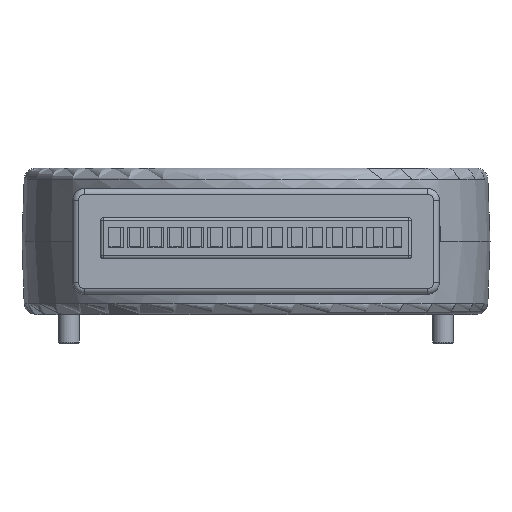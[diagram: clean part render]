
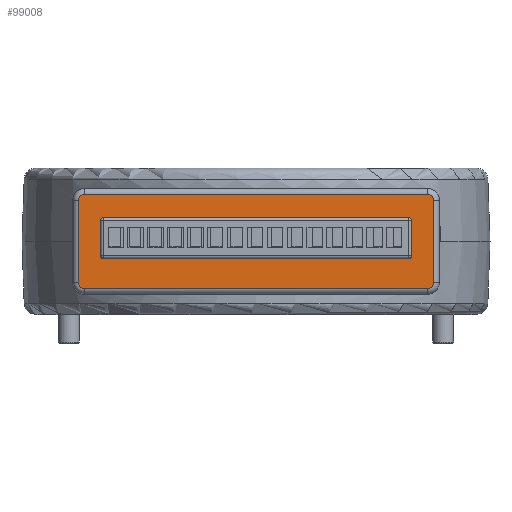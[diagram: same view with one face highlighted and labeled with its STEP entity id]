
A CAD part, front view. The second image highlights one B-rep face of the part: STEP entity #99008.
In plain terms, the highlighted planar face has unit normal (0, -1, 0).
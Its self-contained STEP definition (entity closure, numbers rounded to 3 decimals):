
#2122 = CARTESIAN_POINT ( 'NONE',  ( 0., -49., -2.961 ) ) ;
#2538 = DIRECTION ( 'NONE',  ( 0., 1., 0. ) ) ;
#3184 = CARTESIAN_POINT ( 'NONE',  ( 26.588, -49., 0. ) ) ;
#3616 = CARTESIAN_POINT ( 'NONE',  ( -29.326, -49., -7.039 ) ) ;
#4381 = PLANE ( 'NONE',  #75285 ) ;
#4807 = DIRECTION ( 'NONE',  ( 0., 0., 1. ) ) ;
#5482 = DIRECTION ( 'NONE',  ( 0., 0., 1. ) ) ;
#6210 = EDGE_CURVE ( 'NONE', #23718, #105302, #126320, .T. ) ;
#6619 = AXIS2_PLACEMENT_3D ( 'NONE', #63056, #2538, #73170 ) ;
#6900 = CIRCLE ( 'NONE', #27051, 1. ) ;
#9474 = VERTEX_POINT ( 'NONE', #90348 ) ;
#10289 = ORIENTED_EDGE ( 'NONE', *, *, #107584, .T. ) ;
#10873 = ORIENTED_EDGE ( 'NONE', *, *, #60207, .T. ) ;
#11516 = DIRECTION ( 'NONE',  ( 0., 1., 0. ) ) ;
#11620 = DIRECTION ( 'NONE',  ( 0., 0., -1. ) ) ;
#11624 = LINE ( 'NONE', #113439, #62248 ) ;
#13751 = DIRECTION ( 'NONE',  ( 0., 0., 1. ) ) ;
#14560 = CARTESIAN_POINT ( 'NONE',  ( -26.588, -49., -2.461 ) ) ;
#14862 = EDGE_CURVE ( 'NONE', #53196, #44346, #6900, .T. ) ;
#15286 = EDGE_CURVE ( 'NONE', #99920, #60659, #11624, .T. ) ;
#18271 = ORIENTED_EDGE ( 'NONE', *, *, #61945, .T. ) ;
#19214 = DIRECTION ( 'NONE',  ( 0., -1., 0. ) ) ;
#19501 = ORIENTED_EDGE ( 'NONE', *, *, #73373, .T. ) ;
#20968 = CARTESIAN_POINT ( 'NONE',  ( -29.326, -49., 8.039 ) ) ;
#23718 = VERTEX_POINT ( 'NONE', #119644 ) ;
#24249 = VECTOR ( 'NONE', #62628, 1000. ) ;
#25235 = CARTESIAN_POINT ( 'NONE',  ( 26.588, -49., 3.539 ) ) ;
#27051 = AXIS2_PLACEMENT_3D ( 'NONE', #3616, #74287, #13751 ) ;
#27257 = LINE ( 'NONE', #3184, #50924 ) ;
#31162 = DIRECTION ( 'NONE',  ( -1., 0., 0. ) ) ;
#31612 = CARTESIAN_POINT ( 'NONE',  ( -30.326, -49., 7.039 ) ) ;
#31772 = VECTOR ( 'NONE', #11620, 1000. ) ;
#32133 = CIRCLE ( 'NONE', #6619, 0.5 ) ;
#32331 = CARTESIAN_POINT ( 'NONE',  ( -26.088, -49., 4.039 ) ) ;
#32651 = VERTEX_POINT ( 'NONE', #25235 ) ;
#33989 = DIRECTION ( 'NONE',  ( 0., 1., 0. ) ) ;
#35553 = ORIENTED_EDGE ( 'NONE', *, *, #97180, .T. ) ;
#38973 = CARTESIAN_POINT ( 'NONE',  ( -26.088, -49., -2.961 ) ) ;
#40292 = EDGE_CURVE ( 'NONE', #9474, #99920, #32133, .T. ) ;
#40757 = AXIS2_PLACEMENT_3D ( 'NONE', #50139, #120783, #60325 ) ;
#43132 = ORIENTED_EDGE ( 'NONE', *, *, #119770, .T. ) ;
#43364 = ORIENTED_EDGE ( 'NONE', *, *, #14862, .T. ) ;
#43560 = CARTESIAN_POINT ( 'NONE',  ( -29.326, -49., 8.039 ) ) ;
#44346 = VERTEX_POINT ( 'NONE', #108485 ) ;
#45800 = VERTEX_POINT ( 'NONE', #43560 ) ;
#47513 = CARTESIAN_POINT ( 'NONE',  ( 26.088, -49., -2.961 ) ) ;
#48480 = CARTESIAN_POINT ( 'NONE',  ( 30.326, -49., 7.039 ) ) ;
#49964 = LINE ( 'NONE', #126541, #100590 ) ;
#50139 = CARTESIAN_POINT ( 'NONE',  ( 26.088, -49., -2.461 ) ) ;
#50277 = ORIENTED_EDGE ( 'NONE', *, *, #76483, .T. ) ;
#50489 = VERTEX_POINT ( 'NONE', #124439 ) ;
#50520 = AXIS2_PLACEMENT_3D ( 'NONE', #79756, #19214, #89945 ) ;
#50924 = VECTOR ( 'NONE', #114493, 1000. ) ;
#53196 = VERTEX_POINT ( 'NONE', #103850 ) ;
#53531 = CIRCLE ( 'NONE', #89989, 1. ) ;
#54637 = CARTESIAN_POINT ( 'NONE',  ( 30.326, -49., 7.039 ) ) ;
#54969 = ORIENTED_EDGE ( 'NONE', *, *, #6210, .T. ) ;
#56237 = ORIENTED_EDGE ( 'NONE', *, *, #105077, .F. ) ;
#59399 = DIRECTION ( 'NONE',  ( 0., -1., 0. ) ) ;
#59925 = DIRECTION ( 'NONE',  ( 0., -1., 0. ) ) ;
#60207 = EDGE_CURVE ( 'NONE', #114003, #9474, #49964, .T. ) ;
#60325 = DIRECTION ( 'NONE',  ( 0., 0., 1. ) ) ;
#60659 = VERTEX_POINT ( 'NONE', #65873 ) ;
#61945 = EDGE_CURVE ( 'NONE', #69343, #53196, #88688, .T. ) ;
#62248 = VECTOR ( 'NONE', #63109, 1000. ) ;
#62466 = ORIENTED_EDGE ( 'NONE', *, *, #15286, .T. ) ;
#62628 = DIRECTION ( 'NONE',  ( 1., 0., 0. ) ) ;
#63056 = CARTESIAN_POINT ( 'NONE',  ( -26.088, -49., 3.539 ) ) ;
#63109 = DIRECTION ( 'NONE',  ( 1., 0., 0. ) ) ;
#63132 = ORIENTED_EDGE ( 'NONE', *, *, #91933, .T. ) ;
#64723 = LINE ( 'NONE', #54637, #115285 ) ;
#64853 = DIRECTION ( 'NONE',  ( 0., 0., 1. ) ) ;
#65328 = DIRECTION ( 'NONE',  ( 0., 1., 0. ) ) ;
#65873 = CARTESIAN_POINT ( 'NONE',  ( 26.088, -49., 4.039 ) ) ;
#65997 = EDGE_CURVE ( 'NONE', #32651, #50489, #27257, .T. ) ;
#66980 = CIRCLE ( 'NONE', #50520, 1. ) ;
#67468 = CIRCLE ( 'NONE', #40757, 0.5 ) ;
#69343 = VERTEX_POINT ( 'NONE', #31612 ) ;
#72049 = CARTESIAN_POINT ( 'NONE',  ( 26.088, -49., 3.539 ) ) ;
#72143 = CARTESIAN_POINT ( 'NONE',  ( -30.326, -49., -7.039 ) ) ;
#72582 = CARTESIAN_POINT ( 'NONE',  ( 29.326, -49., 8.039 ) ) ;
#73170 = DIRECTION ( 'NONE',  ( 0., 0., 1. ) ) ;
#73373 = EDGE_CURVE ( 'NONE', #113652, #114003, #103173, .T. ) ;
#74287 = DIRECTION ( 'NONE',  ( 0., -1., 0. ) ) ;
#75285 = AXIS2_PLACEMENT_3D ( 'NONE', #125824, #65328, #4807 ) ;
#76483 = EDGE_CURVE ( 'NONE', #50489, #81172, #67468, .T. ) ;
#76549 = EDGE_CURVE ( 'NONE', #105542, #45800, #99034, .T. ) ;
#77058 = AXIS2_PLACEMENT_3D ( 'NONE', #72049, #11516, #82203 ) ;
#78014 = LINE ( 'NONE', #2122, #24249 ) ;
#79756 = CARTESIAN_POINT ( 'NONE',  ( 29.326, -49., 7.039 ) ) ;
#81172 = VERTEX_POINT ( 'NONE', #47513 ) ;
#82203 = DIRECTION ( 'NONE',  ( 0., 0., 1. ) ) ;
#82231 = VERTEX_POINT ( 'NONE', #48480 ) ;
#88688 = LINE ( 'NONE', #72143, #31772 ) ;
#89945 = DIRECTION ( 'NONE',  ( 0., 0., 1. ) ) ;
#89989 = AXIS2_PLACEMENT_3D ( 'NONE', #120420, #59925, #130607 ) ;
#90301 = AXIS2_PLACEMENT_3D ( 'NONE', #94526, #33989, #104680 ) ;
#90348 = CARTESIAN_POINT ( 'NONE',  ( -26.588, -49., 3.539 ) ) ;
#91933 = EDGE_CURVE ( 'NONE', #45800, #69343, #53531, .T. ) ;
#94526 = CARTESIAN_POINT ( 'NONE',  ( -26.088, -49., -2.461 ) ) ;
#96988 = CARTESIAN_POINT ( 'NONE',  ( 30.326, -49., -7.039 ) ) ;
#97180 = EDGE_CURVE ( 'NONE', #105302, #82231, #64723, .T. ) ;
#97188 = FACE_BOUND ( 'NONE', #115024, .T. ) ;
#97777 = VECTOR ( 'NONE', #112513, 1000. ) ;
#97891 = AXIS2_PLACEMENT_3D ( 'NONE', #119876, #59399, #130074 ) ;
#99008 = ADVANCED_FACE ( 'NONE', ( #120834, #97188 ), #4381, .F. ) ;
#99034 = LINE ( 'NONE', #20968, #125866 ) ;
#99920 = VERTEX_POINT ( 'NONE', #32331 ) ;
#100590 = VECTOR ( 'NONE', #5482, 1000. ) ;
#102393 = CARTESIAN_POINT ( 'NONE',  ( 29.326, -49., -8.039 ) ) ;
#103173 = CIRCLE ( 'NONE', #90301, 0.5 ) ;
#103850 = CARTESIAN_POINT ( 'NONE',  ( -30.326, -49., -7.039 ) ) ;
#104106 = LINE ( 'NONE', #102393, #97777 ) ;
#104680 = DIRECTION ( 'NONE',  ( 0., 0., 1. ) ) ;
#105077 = EDGE_CURVE ( 'NONE', #113652, #81172, #78014, .T. ) ;
#105302 = VERTEX_POINT ( 'NONE', #96988 ) ;
#105542 = VERTEX_POINT ( 'NONE', #72582 ) ;
#107584 = EDGE_CURVE ( 'NONE', #44346, #23718, #104106, .T. ) ;
#108485 = CARTESIAN_POINT ( 'NONE',  ( -29.326, -49., -8.039 ) ) ;
#108953 = ORIENTED_EDGE ( 'NONE', *, *, #76549, .T. ) ;
#110911 = ORIENTED_EDGE ( 'NONE', *, *, #116790, .T. ) ;
#112513 = DIRECTION ( 'NONE',  ( 1., 0., 0. ) ) ;
#113439 = CARTESIAN_POINT ( 'NONE',  ( 0., -49., 4.039 ) ) ;
#113652 = VERTEX_POINT ( 'NONE', #38973 ) ;
#114003 = VERTEX_POINT ( 'NONE', #14560 ) ;
#114493 = DIRECTION ( 'NONE',  ( 0., 0., -1. ) ) ;
#115024 = EDGE_LOOP ( 'NONE', ( #56237, #19501, #10873, #120797, #62466, #43132, #118581, #50277 ) ) ;
#115285 = VECTOR ( 'NONE', #64853, 1000. ) ;
#116790 = EDGE_CURVE ( 'NONE', #82231, #105542, #66980, .T. ) ;
#118581 = ORIENTED_EDGE ( 'NONE', *, *, #65997, .T. ) ;
#118752 = CIRCLE ( 'NONE', #77058, 0.5 ) ;
#119644 = CARTESIAN_POINT ( 'NONE',  ( 29.326, -49., -8.039 ) ) ;
#119770 = EDGE_CURVE ( 'NONE', #60659, #32651, #118752, .T. ) ;
#119876 = CARTESIAN_POINT ( 'NONE',  ( 29.326, -49., -7.039 ) ) ;
#120420 = CARTESIAN_POINT ( 'NONE',  ( -29.326, -49., 7.039 ) ) ;
#120783 = DIRECTION ( 'NONE',  ( 0., 1., 0. ) ) ;
#120797 = ORIENTED_EDGE ( 'NONE', *, *, #40292, .T. ) ;
#120834 = FACE_OUTER_BOUND ( 'NONE', #128741, .T. ) ;
#124439 = CARTESIAN_POINT ( 'NONE',  ( 26.588, -49., -2.461 ) ) ;
#125824 = CARTESIAN_POINT ( 'NONE',  ( 0., -49., 0. ) ) ;
#125866 = VECTOR ( 'NONE', #31162, 1000. ) ;
#126320 = CIRCLE ( 'NONE', #97891, 1. ) ;
#126541 = CARTESIAN_POINT ( 'NONE',  ( -26.588, -49., 0. ) ) ;
#128741 = EDGE_LOOP ( 'NONE', ( #54969, #35553, #110911, #108953, #63132, #18271, #43364, #10289 ) ) ;
#130074 = DIRECTION ( 'NONE',  ( 0., 0., 1. ) ) ;
#130607 = DIRECTION ( 'NONE',  ( 0., 0., 1. ) ) ;
